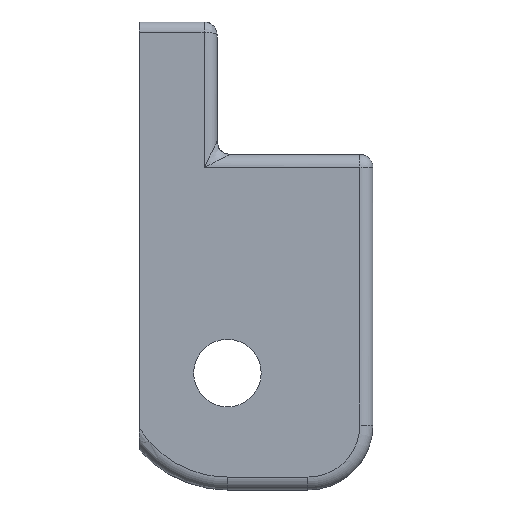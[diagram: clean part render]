
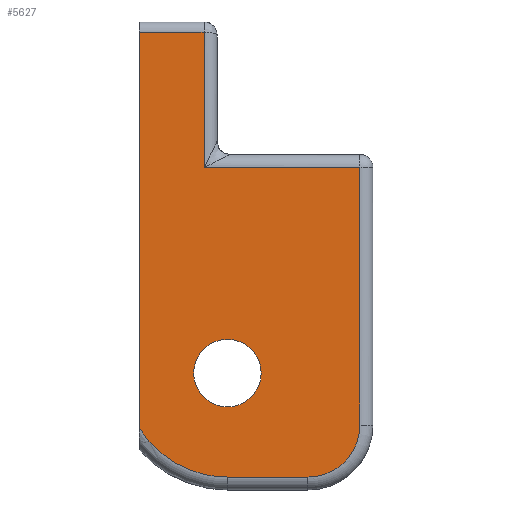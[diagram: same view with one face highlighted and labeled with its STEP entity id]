
A CAD part, left-side view. The second image highlights one B-rep face of the part: STEP entity #5627.
In plain terms, the highlighted planar face has unit normal (-1, 0, 0).
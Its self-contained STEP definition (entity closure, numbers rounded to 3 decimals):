
#33 = CARTESIAN_POINT ( 'NONE',  ( 6.557, 21.641, 334.381 ) ) ;
#60 = LINE ( 'NONE', #5261, #5564 ) ;
#61 = CIRCLE ( 'NONE', #3812, 2.6 ) ;
#91 = CARTESIAN_POINT ( 'NONE',  ( 6.557, 22., 349.739 ) ) ;
#97 = CARTESIAN_POINT ( 'NONE',  ( 6.557, 5., 335.174 ) ) ;
#98 = EDGE_CURVE ( 'NONE', #5705, #4042, #3841, .T. ) ;
#156 = VERTEX_POINT ( 'NONE', #4335 ) ;
#189 = DIRECTION ( 'NONE',  ( 0., 1., 0. ) ) ;
#206 = CARTESIAN_POINT ( 'NONE',  ( 6.557, 13.5, 365.4 ) ) ;
#322 = CARTESIAN_POINT ( 'NONE',  ( 6.557, 13.5, 331.174 ) ) ;
#418 = CARTESIAN_POINT ( 'NONE',  ( 6.557, 17.869, 331.602 ) ) ;
#469 = VECTOR ( 'NONE', #2508, 1000. ) ;
#485 = CARTESIAN_POINT ( 'NONE',  ( 6.557, 7.953, 331.278 ) ) ;
#496 = VERTEX_POINT ( 'NONE', #3245 ) ;
#528 = CARTESIAN_POINT ( 'NONE',  ( 6.557, 5.104, 334.127 ) ) ;
#552 = FACE_OUTER_BOUND ( 'NONE', #573, .T. ) ;
#555 = DIRECTION ( 'NONE',  ( -1., 0., 0. ) ) ;
#573 = EDGE_LOOP ( 'NONE', ( #2186, #4571, #1697, #1763, #3461, #3858, #4954, #4227 ) ) ;
#878 = CARTESIAN_POINT ( 'NONE',  ( 6.557, 15.881, 331.174 ) ) ;
#912 = B_SPLINE_CURVE_WITH_KNOTS ( 'NONE', 3,
 ( #97, #4561, #528, #2759, #1391, #5401, #3232, #485, #3157, #1412 ),
 .UNSPECIFIED., .F., .F.,
 ( 4, 2, 2, 2, 4 ),
 ( 0., 0.25, 0.5, 0.75, 1. ),
 .UNSPECIFIED. ) ;
#1020 = EDGE_CURVE ( 'NONE', #5705, #1573, #60, .T. ) ;
#1114 = VECTOR ( 'NONE', #4909, 1000. ) ;
#1129 = VERTEX_POINT ( 'NONE', #5758 ) ;
#1296 = EDGE_CURVE ( 'NONE', #496, #3264, #3481, .T. ) ;
#1339 = B_SPLINE_CURVE_WITH_KNOTS ( 'NONE', 3,
 ( #4910, #33, #2657, #4872, #5753, #3111, #418, #3552, #878, #2293 ),
 .UNSPECIFIED., .F., .F.,
 ( 4, 2, 2, 2, 4 ),
 ( 0., 0.25, 0.5, 0.75, 1. ),
 .UNSPECIFIED. ) ;
#1391 = CARTESIAN_POINT ( 'NONE',  ( 6.557, 5.801, 332.716 ) ) ;
#1396 = EDGE_CURVE ( 'NONE', #156, #4899, #4247, .T. ) ;
#1411 = DIRECTION ( 'NONE',  ( 0., 0., -1. ) ) ;
#1412 = CARTESIAN_POINT ( 'NONE',  ( 6.557, 9., 331.174 ) ) ;
#1418 = ORIENTED_EDGE ( 'NONE', *, *, #5250, .F. ) ;
#1528 = EDGE_CURVE ( 'NONE', #4042, #496, #3761, .T. ) ;
#1573 = VERTEX_POINT ( 'NONE', #5346 ) ;
#1621 = VECTOR ( 'NONE', #4719, 1000. ) ;
#1645 = DIRECTION ( 'NONE',  ( -1., 0., 0. ) ) ;
#1697 = ORIENTED_EDGE ( 'NONE', *, *, #1926, .F. ) ;
#1698 = VERTEX_POINT ( 'NONE', #4546 ) ;
#1763 = ORIENTED_EDGE ( 'NONE', *, *, #3400, .T. ) ;
#1851 = CIRCLE ( 'NONE', #4843, 2.6 ) ;
#1926 = EDGE_CURVE ( 'NONE', #3348, #3264, #4731, .T. ) ;
#2007 = CARTESIAN_POINT ( 'NONE',  ( 6.557, 13.5, 355. ) ) ;
#2010 = ORIENTED_EDGE ( 'NONE', *, *, #3223, .F. ) ;
#2019 = DIRECTION ( 'NONE',  ( 0., -1., 0. ) ) ;
#2084 = CARTESIAN_POINT ( 'NONE',  ( 6.557, 9., 331.174 ) ) ;
#2142 = CARTESIAN_POINT ( 'NONE',  ( 6.557, 22., 365.4 ) ) ;
#2186 = ORIENTED_EDGE ( 'NONE', *, *, #1528, .T. ) ;
#2293 = CARTESIAN_POINT ( 'NONE',  ( 6.557, 15.2, 331.174 ) ) ;
#2374 = VECTOR ( 'NONE', #5450, 1000. ) ;
#2508 = DIRECTION ( 'NONE',  ( 0., -1., 0. ) ) ;
#2579 = VECTOR ( 'NONE', #189, 1000. ) ;
#2657 = CARTESIAN_POINT ( 'NONE',  ( 6.557, 21.215, 333.856 ) ) ;
#2759 = CARTESIAN_POINT ( 'NONE',  ( 6.557, 5.505, 333.159 ) ) ;
#2965 = EDGE_CURVE ( 'NONE', #1573, #4899, #912, .T. ) ;
#3050 = DIRECTION ( 'NONE',  ( -1., 0., 0. ) ) ;
#3111 = CARTESIAN_POINT ( 'NONE',  ( 6.557, 18.497, 331.853 ) ) ;
#3146 = CARTESIAN_POINT ( 'NONE',  ( 6.557, 17., 348.287 ) ) ;
#3157 = CARTESIAN_POINT ( 'NONE',  ( 6.557, 8.476, 331.174 ) ) ;
#3185 = AXIS2_PLACEMENT_3D ( 'NONE', #3700, #555, #4131 ) ;
#3223 = EDGE_CURVE ( 'NONE', #1129, #1698, #1851, .T. ) ;
#3232 = CARTESIAN_POINT ( 'NONE',  ( 6.557, 6.986, 331.679 ) ) ;
#3236 = PLANE ( 'NONE',  #3185 ) ;
#3245 = CARTESIAN_POINT ( 'NONE',  ( 6.557, 17., 365.4 ) ) ;
#3261 = CARTESIAN_POINT ( 'NONE',  ( 6.557, 15.2, 339.174 ) ) ;
#3264 = VERTEX_POINT ( 'NONE', #2142 ) ;
#3348 = VERTEX_POINT ( 'NONE', #4501 ) ;
#3400 = EDGE_CURVE ( 'NONE', #3348, #156, #1339, .T. ) ;
#3461 = ORIENTED_EDGE ( 'NONE', *, *, #1396, .T. ) ;
#3481 = LINE ( 'NONE', #206, #2579 ) ;
#3552 = CARTESIAN_POINT ( 'NONE',  ( 6.557, 16.551, 331.259 ) ) ;
#3697 = FACE_BOUND ( 'NONE', #4329, .T. ) ;
#3700 = CARTESIAN_POINT ( 'NONE',  ( 6.557, 4.99, 365.41 ) ) ;
#3761 = LINE ( 'NONE', #3146, #1114 ) ;
#3797 = CARTESIAN_POINT ( 'NONE',  ( 6.557, 5., 355. ) ) ;
#3812 = AXIS2_PLACEMENT_3D ( 'NONE', #3261, #1645, #2019 ) ;
#3841 = LINE ( 'NONE', #2007, #1621 ) ;
#3858 = ORIENTED_EDGE ( 'NONE', *, *, #2965, .F. ) ;
#4042 = VERTEX_POINT ( 'NONE', #4102 ) ;
#4102 = CARTESIAN_POINT ( 'NONE',  ( 6.557, 17., 355. ) ) ;
#4131 = DIRECTION ( 'NONE',  ( 0., 1., 0. ) ) ;
#4227 = ORIENTED_EDGE ( 'NONE', *, *, #98, .T. ) ;
#4247 = LINE ( 'NONE', #322, #469 ) ;
#4329 = EDGE_LOOP ( 'NONE', ( #2010, #1418 ) ) ;
#4335 = CARTESIAN_POINT ( 'NONE',  ( 6.557, 15.2, 331.174 ) ) ;
#4389 = DIRECTION ( 'NONE',  ( 0., -1., 0. ) ) ;
#4501 = CARTESIAN_POINT ( 'NONE',  ( 6.557, 22., 334.959 ) ) ;
#4546 = CARTESIAN_POINT ( 'NONE',  ( 6.557, 15.2, 341.774 ) ) ;
#4561 = CARTESIAN_POINT ( 'NONE',  ( 6.557, 5., 334.65 ) ) ;
#4571 = ORIENTED_EDGE ( 'NONE', *, *, #1296, .T. ) ;
#4719 = DIRECTION ( 'NONE',  ( 0., 1., 0. ) ) ;
#4731 = LINE ( 'NONE', #91, #2374 ) ;
#4833 = CARTESIAN_POINT ( 'NONE',  ( 6.557, 15.2, 339.174 ) ) ;
#4843 = AXIS2_PLACEMENT_3D ( 'NONE', #4833, #3050, #4389 ) ;
#4872 = CARTESIAN_POINT ( 'NONE',  ( 6.557, 20.231, 332.916 ) ) ;
#4899 = VERTEX_POINT ( 'NONE', #2084 ) ;
#4909 = DIRECTION ( 'NONE',  ( 0., 0., 1. ) ) ;
#4910 = CARTESIAN_POINT ( 'NONE',  ( 6.557, 22., 334.959 ) ) ;
#4954 = ORIENTED_EDGE ( 'NONE', *, *, #1020, .F. ) ;
#5250 = EDGE_CURVE ( 'NONE', #1698, #1129, #61, .T. ) ;
#5261 = CARTESIAN_POINT ( 'NONE',  ( 6.557, 5., 345.087 ) ) ;
#5346 = CARTESIAN_POINT ( 'NONE',  ( 6.557, 5., 335.174 ) ) ;
#5401 = CARTESIAN_POINT ( 'NONE',  ( 6.557, 6.542, 331.975 ) ) ;
#5450 = DIRECTION ( 'NONE',  ( 0., 0., 1. ) ) ;
#5564 = VECTOR ( 'NONE', #1411, 1000. ) ;
#5627 = ADVANCED_FACE ( 'NONE', ( #3697, #552 ), #3236, .T. ) ;
#5705 = VERTEX_POINT ( 'NONE', #3797 ) ;
#5753 = CARTESIAN_POINT ( 'NONE',  ( 6.557, 19.686, 332.515 ) ) ;
#5758 = CARTESIAN_POINT ( 'NONE',  ( 6.557, 15.2, 336.574 ) ) ;
